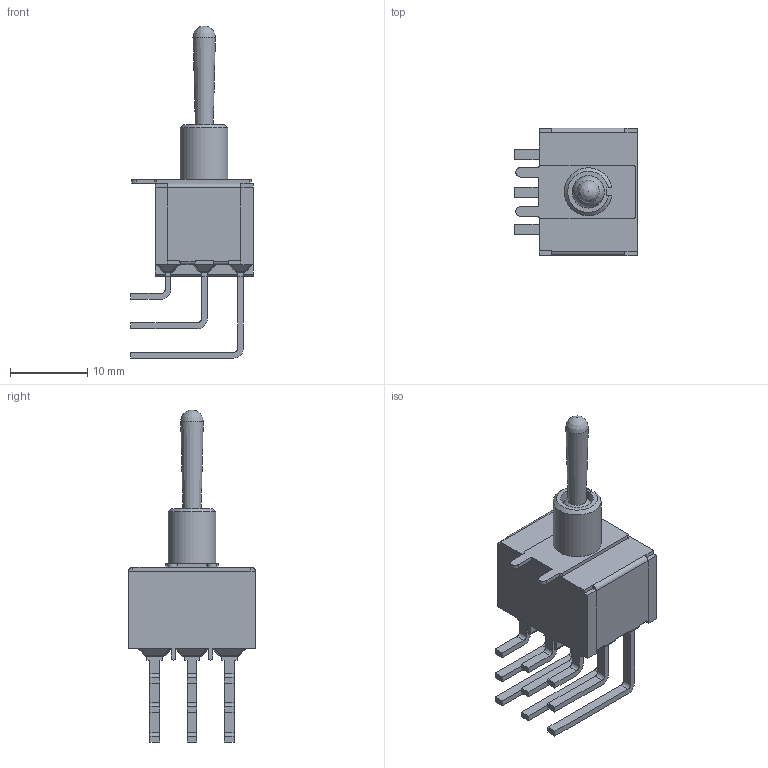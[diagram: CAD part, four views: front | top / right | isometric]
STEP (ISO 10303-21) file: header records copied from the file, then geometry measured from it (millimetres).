
FILE_DESCRIPTION(/* description */ (''),/* implementation_level */ '2;1');
FILE_NAME(/* name */ '1003PxT1B4M7xE.stp',/* time_stamp */ '2026-01-16T13:50:05-06:00',/* author */ ('jmeyers'),/* organization */ (''),/* preprocessor_version */ 'ST-DEVELOPER v18.1',/* originating_system */ 'Autodesk Inventor 2022',/* authorisation */ '');
FILE_SCHEMA (('AUTOMOTIVE_DESIGN { 1 0 10303 214 3 1 1 }'));
Length unit declared in the file: inch
Products named in the file (1): Part112
Bounding box: 15.88 x 16.51 x 43.02 mm (x, y, z)
Volume: 2700.4 mm3; surface area: 2279.8 mm2
Topology: 2 solids, 4 shells, 449 faces, 1177 edges, 704 vertices
Faces by surface type: plane 291, cylinder 116, sphere 38, cone 3, bspline 1
Full cylindrical faces by diameter (mm): 1.65 x1, 4.2 x2
Entity records: 13407 total; most frequent: CARTESIAN_POINT 2343, DIRECTION 2333, ORIENTED_EDGE 2282, EDGE_CURVE 1141, LINE 843, VECTOR 843, AXIS2_PLACEMENT_3D 745, VERTEX_POINT 704
